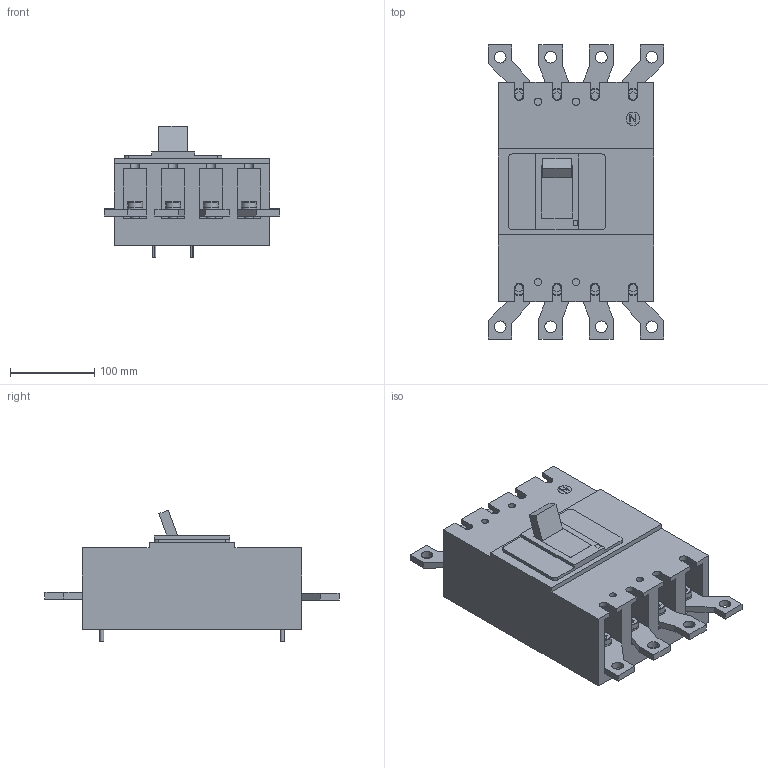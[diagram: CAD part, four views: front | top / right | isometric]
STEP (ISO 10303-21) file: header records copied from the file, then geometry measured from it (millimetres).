
FILE_DESCRIPTION(('CoCreate Modeling STEP Export'),'2;1');
FILE_NAME('Ｓ４００ＮＦ４ＦＢ.stp','2012-05-25T15:34:04',(''),(''),'CoCreate Modeling STEP processor for AP214 (Solid Model)','CoCreate Modeling 17.0 01-Apr-2010 (C) Parametric Technology GmbH','');
FILE_SCHEMA(('AUTOMOTIVE_DESIGN { 1 0 10303 214 1 1 1 1 }'));
Length unit declared in the file: millimetre
Products named in the file (5): p4.3; p3.7; p2.2; p1; Ｓ４００ＮＦ４ＦＢ
Assembly tree (17 placements, depth 2):
  Ｓ４００ＮＦ４ＦＢ
    p2.2  x4
    p3.7  x8
    p4.3  x4
    p1
Bounding box: 208 x 349 x 156.35 mm (x, y, z)
Volume: 4575031.2 mm3; surface area: 308343 mm2
Topology: 17 solids, 17 shells, 492 faces, 1180 edges, 776 vertices
Faces by surface type: plane 326, cylinder 166
Entity records: 9546 total; most frequent: ORIENTED_EDGE 1592, CARTESIAN_POINT 1468, DIRECTION 1310, EDGE_CURVE 796, VECTOR 586, LINE 586, VERTEX_POINT 520, EDGE_LOOP 372
